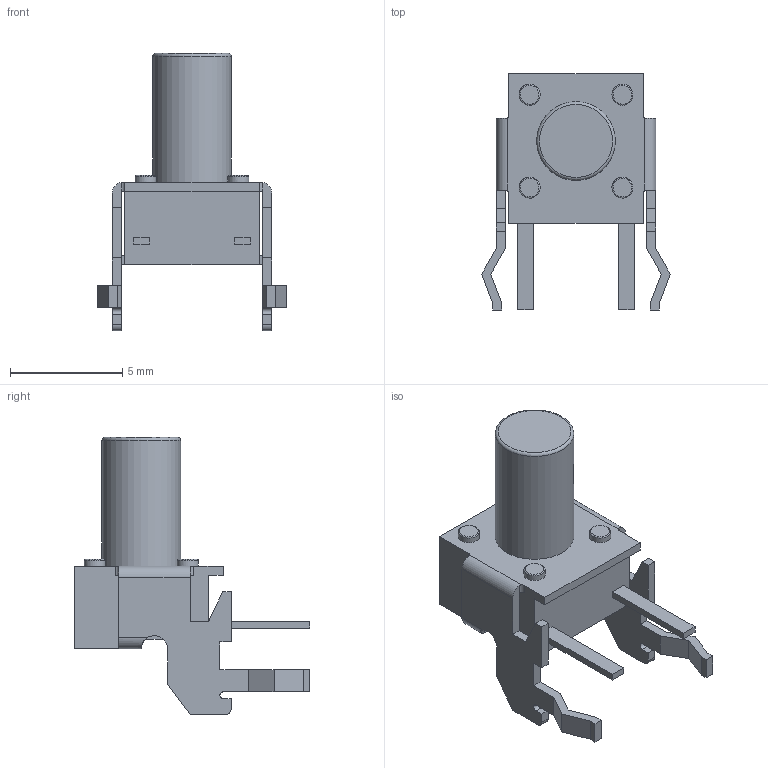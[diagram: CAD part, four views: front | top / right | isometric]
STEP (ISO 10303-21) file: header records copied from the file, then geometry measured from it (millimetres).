
FILE_DESCRIPTION(/* description */ (''),/* implementation_level */ '2;1');
FILE_NAME(/* name */ '1-1825027-1_Bouton_Bleu v1.step',/* time_stamp */ '2021-07-27T16:17:13-04:00',/* author */ (''),/* organization */ (''),/* preprocessor_version */ 'ST-DEVELOPER v18.1',/* originating_system */ 'Autodesk Translation Framework v10.9.0.1377',/* authorisation */ '');
FILE_SCHEMA (('AUTOMOTIVE_DESIGN { 1 0 10303 214 3 1 1 }'));
Length unit declared in the file: millimetre
Products named in the file (1): 1-1825027-1_Bouton_Bleu
Bounding box: 8.41 x 10.52 x 12.36 mm (x, y, z)
Volume: 207 mm3; surface area: 382.6 mm2
Topology: 1 solids, 1 shells, 107 faces, 297 edges, 195 vertices
Faces by surface type: plane 83, cylinder 19, torus 5
Full cylindrical faces by diameter (mm): 0.94 x4, 3.505 x1
Entity records: 3513 total; most frequent: CARTESIAN_POINT 684, ORIENTED_EDGE 594, DIRECTION 559, EDGE_CURVE 297, LINE 239, VECTOR 239, VERTEX_POINT 195, AXIS2_PLACEMENT_3D 160
